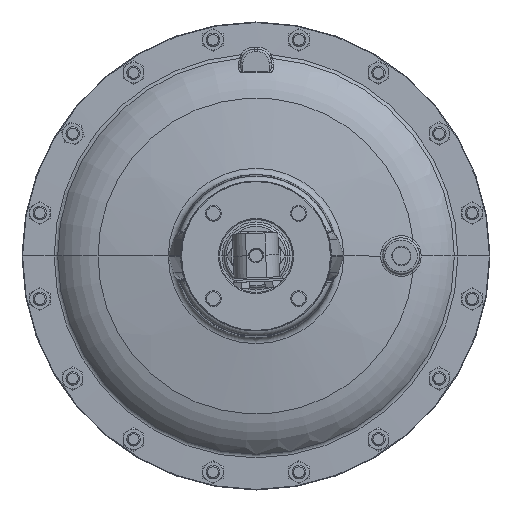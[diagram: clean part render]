
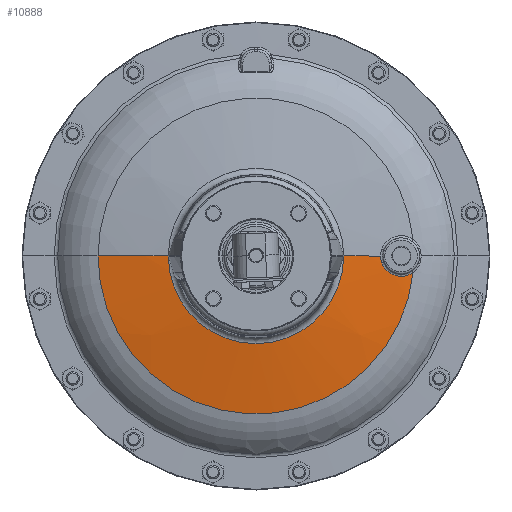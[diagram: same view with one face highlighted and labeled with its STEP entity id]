
A CAD part, front view. The second image highlights one B-rep face of the part: STEP entity #10888.
In plain terms, the highlighted spherical face has radius 584.2 mm.
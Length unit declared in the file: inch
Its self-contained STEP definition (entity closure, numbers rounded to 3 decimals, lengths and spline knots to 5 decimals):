
#174 = AXIS2_PLACEMENT_3D ( 'NONE', #120937, #121081, #121230 ) ;
#238 = VERTEX_POINT ( 'NONE', #42996 ) ;
#1218 = CARTESIAN_POINT ( 'NONE',  ( 2.41202, 6.53547, 0. ) ) ;
#1573 = EDGE_CURVE ( 'NONE', #29788, #238, #74756, .T. ) ;
#8097 = EDGE_CURVE ( 'NONE', #238, #49265, #25378, .T. ) ;
#8564 = DIRECTION ( 'NONE',  ( 1., 0., 0. ) ) ;
#10790 = SPHERICAL_SURFACE ( 'NONE', #115999, 23. ) ;
#10888 = ADVANCED_FACE ( 'NONE', ( #36589 ), #10790, .T. ) ;
#13292 = EDGE_CURVE ( 'NONE', #90111, #41252, #111126, .T. ) ;
#17356 = EDGE_CURVE ( 'NONE', #118114, #29788, #68608, .T. ) ;
#19694 = ORIENTED_EDGE ( 'NONE', *, *, #8097, .T. ) ;
#25378 = CIRCLE ( 'NONE', #174, 23. ) ;
#29788 = VERTEX_POINT ( 'NONE', #59625 ) ;
#36589 = FACE_OUTER_BOUND ( 'NONE', #113954, .T. ) ;
#36864 = CARTESIAN_POINT ( 'NONE',  ( 0., 6.53547, 0. ) ) ;
#41252 = VERTEX_POINT ( 'NONE', #118989 ) ;
#42996 = CARTESIAN_POINT ( 'NONE',  ( 3.42898, 6.66568, 0. ) ) ;
#44382 = ORIENTED_EDGE ( 'NONE', *, *, #13292, .F. ) ;
#45757 = DIRECTION ( 'NONE',  ( 0., 0., 1. ) ) ;
#46301 = DIRECTION ( 'NONE',  ( 1., 0., 0. ) ) ;
#46617 = DIRECTION ( 'NONE',  ( -1., 0., 0. ) ) ;
#46649 = AXIS2_PLACEMENT_3D ( 'NONE', #123120, #66437, #8564 ) ;
#48174 = CARTESIAN_POINT ( 'NONE',  ( 3.90867, 6.74998, -0.55641 ) ) ;
#48190 = CARTESIAN_POINT ( 'NONE',  ( 3.86585, 6.74245, -0.54848 ) ) ;
#48339 = CARTESIAN_POINT ( 'NONE',  ( 3.81365, 6.73326, -0.53238 ) ) ;
#48575 = CARTESIAN_POINT ( 'NONE',  ( 3.80328, 6.73144, -0.52885 ) ) ;
#48589 = CARTESIAN_POINT ( 'NONE',  ( 3.78266, 6.72781, -0.52115 ) ) ;
#48724 = CARTESIAN_POINT ( 'NONE',  ( 3.7724, 6.72601, -0.51696 ) ) ;
#48740 = CARTESIAN_POINT ( 'NONE',  ( 3.74221, 6.7207, -0.50359 ) ) ;
#48847 = CARTESIAN_POINT ( 'NONE',  ( 3.72275, 6.71728, -0.49357 ) ) ;
#49008 = CARTESIAN_POINT ( 'NONE',  ( 3.68516, 6.71067, -0.47134 ) ) ;
#49151 = CARTESIAN_POINT ( 'NONE',  ( 3.66703, 6.70748, -0.45913 ) ) ;
#49166 = CARTESIAN_POINT ( 'NONE',  ( 3.63209, 6.70134, -0.43252 ) ) ;
#49263 = CARTESIAN_POINT ( 'NONE',  ( 3.61519, 6.69838, -0.41799 ) ) ;
#49265 = VERTEX_POINT ( 'NONE', #1218 ) ;
#49567 = CARTESIAN_POINT ( 'NONE',  ( 3.56757, 6.69001, -0.37188 ) ) ;
#49586 = CARTESIAN_POINT ( 'NONE',  ( 3.53985, 6.68515, -0.33785 ) ) ;
#49680 = CARTESIAN_POINT ( 'NONE',  ( 3.50429, 6.6789, -0.28188 ) ) ;
#49816 = CARTESIAN_POINT ( 'NONE',  ( 3.49341, 6.67699, -0.26226 ) ) ;
#49956 = CARTESIAN_POINT ( 'NONE',  ( 3.47424, 6.67363, -0.22228 ) ) ;
#50625 = CARTESIAN_POINT ( 'NONE',  ( 3.4659, 6.67217, -0.20184 ) ) ;
#50797 = CARTESIAN_POINT ( 'NONE',  ( 3.45878, 6.67092, -0.18098 ) ) ;
#54968 = CARTESIAN_POINT ( 'NONE',  ( 3.97449, 6.76158, -0.56073 ) ) ;
#59625 = CARTESIAN_POINT ( 'NONE',  ( 3.45878, 6.67092, -0.18098 ) ) ;
#62672 = EDGE_CURVE ( 'NONE', #49265, #41252, #81892, .T. ) ;
#62919 = CARTESIAN_POINT ( 'NONE',  ( 3.44882, 6.66917, -0.15177 ) ) ;
#63037 = CARTESIAN_POINT ( 'NONE',  ( 3.45878, 6.67092, -0.18098 ) ) ;
#63360 = CARTESIAN_POINT ( 'NONE',  ( 4.28725, 6.81674, -0.47677 ) ) ;
#63436 = CARTESIAN_POINT ( 'NONE',  ( 3.44142, 6.66787, -0.12205 ) ) ;
#63526 = CARTESIAN_POINT ( 'NONE',  ( 4.3229, 6.82303, -0.45036 ) ) ;
#63568 = CARTESIAN_POINT ( 'NONE',  ( 3.43398, 6.66656, -0.07672 ) ) ;
#63742 = CARTESIAN_POINT ( 'NONE',  ( 3.43211, 6.66623, -0.06149 ) ) ;
#63852 = CARTESIAN_POINT ( 'NONE',  ( 3.4296, 6.66579, -0.03077 ) ) ;
#63887 = CARTESIAN_POINT ( 'NONE',  ( 3.42898, 6.66568, -0.01533 ) ) ;
#63982 = CARTESIAN_POINT ( 'NONE',  ( 3.42898, 6.66568, 0. ) ) ;
#64600 = CARTESIAN_POINT ( 'NONE',  ( 4.24929, 6.81003, -0.49843 ) ) ;
#64618 = CARTESIAN_POINT ( 'NONE',  ( 4.18901, 6.7994, -0.52414 ) ) ;
#64752 = CARTESIAN_POINT ( 'NONE',  ( 4.1683, 6.79574, -0.53158 ) ) ;
#64869 = CARTESIAN_POINT ( 'NONE',  ( 4.12599, 6.78828, -0.544 ) ) ;
#65014 = CARTESIAN_POINT ( 'NONE',  ( 4.10467, 6.78452, -0.54891 ) ) ;
#65160 = CARTESIAN_POINT ( 'NONE',  ( 4.06173, 6.77695, -0.55621 ) ) ;
#65176 = CARTESIAN_POINT ( 'NONE',  ( 4.0401, 6.77314, -0.5586 ) ) ;
#65273 = CARTESIAN_POINT ( 'NONE',  ( 3.99654, 6.76546, -0.56087 ) ) ;
#65386 = AXIS2_PLACEMENT_3D ( 'NONE', #36864, #103858, #46617 ) ;
#66437 = DIRECTION ( 'NONE',  ( 0., -1., 0. ) ) ;
#68608 = B_SPLINE_CURVE_WITH_KNOTS ( 'NONE', 3,
 ( #63526, #63360, #64600, #64618, #64752, #64869, #65014, #65160, #65176, #65273, #54968, #48174, #48190, #48339, #48575, #48589, #48724, #48740, #48847, #49008, #49151, #49166, #49263, #49567, #49586, #49680, #49816, #49956, #50625, #50797 ),
 .UNSPECIFIED., .F., .F.,
 ( 4, 2, 2, 2, 2, 2, 2, 2, 2, 2, 2, 2, 2, 2, 4 ),
 ( 0., 0.00337, 0.00505, 0.00673, 0.00841, 0.0101, 0.01346, 0.0143, 0.01514, 0.01683, 0.01851, 0.02019, 0.02356, 0.02524, 0.02692 ),
 .UNSPECIFIED. ) ;
#72988 = ORIENTED_EDGE ( 'NONE', *, *, #62672, .T. ) ;
#74756 = B_SPLINE_CURVE_WITH_KNOTS ( 'NONE', 3,
 ( #63037, #62919, #63436, #63568, #63742, #63852, #63887, #63982 ),
 .UNSPECIFIED., .F., .F.,
 ( 4, 2, 2, 4 ),
 ( 0., 0.00233, 0.0035, 0.00467 ),
 .UNSPECIFIED. ) ;
#79062 = CARTESIAN_POINT ( 'NONE',  ( -4.34629, 6.82303, 0. ) ) ;
#81890 = CARTESIAN_POINT ( 'NONE',  ( 0., 29.40864, 0. ) ) ;
#81892 = CIRCLE ( 'NONE', #65386, 2.41202 ) ;
#85023 = ORIENTED_EDGE ( 'NONE', *, *, #119135, .T. ) ;
#90111 = VERTEX_POINT ( 'NONE', #79062 ) ;
#92120 = ORIENTED_EDGE ( 'NONE', *, *, #1573, .T. ) ;
#92210 = CIRCLE ( 'NONE', #46649, 4.34629 ) ;
#93366 = AXIS2_PLACEMENT_3D ( 'NONE', #81890, #45757, #46301 ) ;
#99502 = DIRECTION ( 'NONE',  ( 0., 0., -1. ) ) ;
#100479 = CARTESIAN_POINT ( 'NONE',  ( 0., 29.40864, 0. ) ) ;
#100599 = DIRECTION ( 'NONE',  ( -1., 0., 0. ) ) ;
#103858 = DIRECTION ( 'NONE',  ( 0., 1., 0. ) ) ;
#104145 = CARTESIAN_POINT ( 'NONE',  ( 4.3229, 6.82303, -0.45036 ) ) ;
#111126 = CIRCLE ( 'NONE', #93366, 23. ) ;
#113954 = EDGE_LOOP ( 'NONE', ( #92120, #19694, #72988, #44382, #85023, #118462 ) ) ;
#115999 = AXIS2_PLACEMENT_3D ( 'NONE', #100479, #99502, #100599 ) ;
#118114 = VERTEX_POINT ( 'NONE', #104145 ) ;
#118462 = ORIENTED_EDGE ( 'NONE', *, *, #17356, .T. ) ;
#118989 = CARTESIAN_POINT ( 'NONE',  ( -2.41202, 6.53547, 0. ) ) ;
#119135 = EDGE_CURVE ( 'NONE', #90111, #118114, #92210, .T. ) ;
#120937 = CARTESIAN_POINT ( 'NONE',  ( 0., 29.40864, 0. ) ) ;
#121081 = DIRECTION ( 'NONE',  ( 0., 0., -1. ) ) ;
#121230 = DIRECTION ( 'NONE',  ( -1., 0., 0. ) ) ;
#123120 = CARTESIAN_POINT ( 'NONE',  ( 0., 6.82303, 0. ) ) ;
